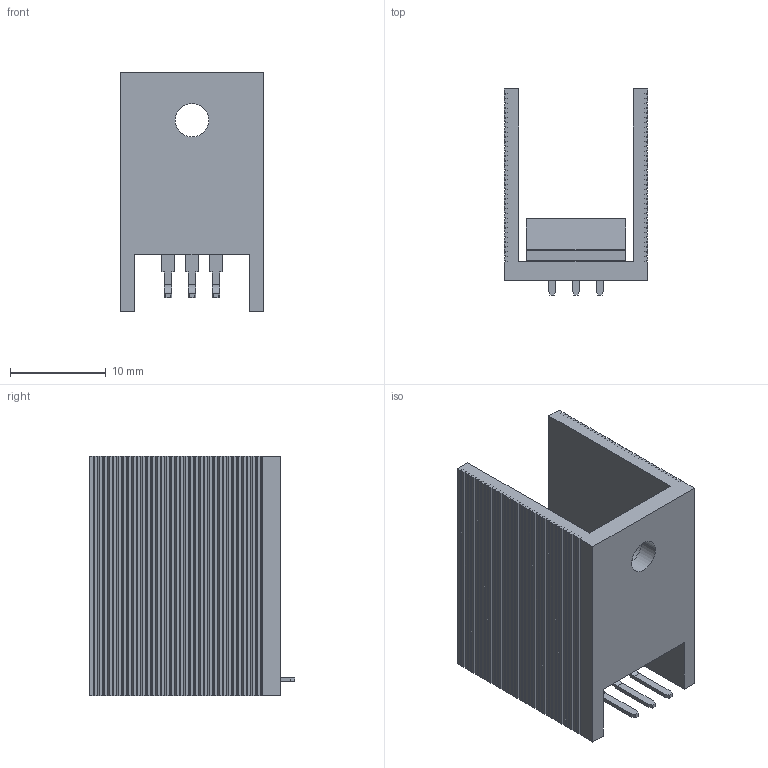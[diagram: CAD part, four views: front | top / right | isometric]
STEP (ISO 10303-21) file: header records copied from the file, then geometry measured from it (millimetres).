
FILE_DESCRIPTION (( 'STEP AP214' ), '1' );
FILE_NAME ('User Library-TO220-1.STEP', '2018-12-16T16:12:23', ( '' ), ( '' ), 'SwSTEP 2.0', 'SolidWorks 2014', '' );
FILE_SCHEMA (( 'AUTOMOTIVE_DESIGN' ));
Length unit declared in the file: millimetre
Products named in the file (3): User Library-TO220-1; Dissipatore
Assembly tree (2 placements, depth 2):
  User Library-TO220-1
    Dissipatore
    User Library-TO220-1
Bounding box: 15 x 21.5 x 25 mm (x, y, z)
Volume: 2353.2 mm3; surface area: 4059.4 mm2
Topology: 2 solids, 2 shells, 337 faces, 977 edges, 636 vertices
Faces by surface type: plane 290, cylinder 35, bspline 12
Entity records: 12346 total; most frequent: CARTESIAN_POINT 2346, ORIENTED_EDGE 1938, DIRECTION 1625, EDGE_CURVE 969, VECTOR 875, LINE 875, VERTEX_POINT 636, AXIS2_PLACEMENT_3D 375
